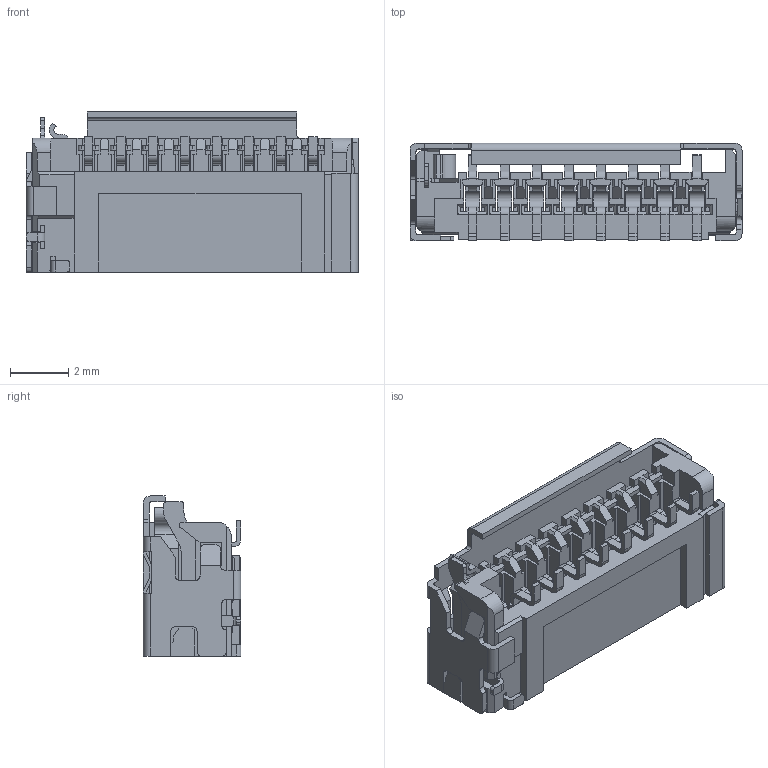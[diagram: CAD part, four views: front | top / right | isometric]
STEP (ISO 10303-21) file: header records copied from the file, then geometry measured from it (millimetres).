
FILE_DESCRIPTION((''),'2;1');
FILE_NAME('473093351','2009-05-21T',('gga'),(''),'PRO/ENGINEER BY PARAMETRIC TECHNOLOGY CORPORATION, 2003451','PRO/ENGINEER BY PARAMETRIC TECHNOLOGY CORPORATION, 2003451','');
FILE_SCHEMA(('CONFIG_CONTROL_DESIGN'));
Length unit declared in the file: millimetre
Products named in the file (1): 473093351
Bounding box: 11.4 x 3.35 x 5.5 mm (x, y, z)
Volume: 84.7 mm3; surface area: 545.4 mm2
Topology: 2 solids, 2 shells, 873 faces, 2683 edges, 1768 vertices
Faces by surface type: plane 702, cylinder 171
Entity records: 29603 total; most frequent: CARTESIAN_POINT 5306, ORIENTED_EDGE 5270, DIRECTION 4769, EDGE_CURVE 2635, VECTOR 2333, LINE 2333, VERTEX_POINT 1720, AXIS2_PLACEMENT_3D 1218
